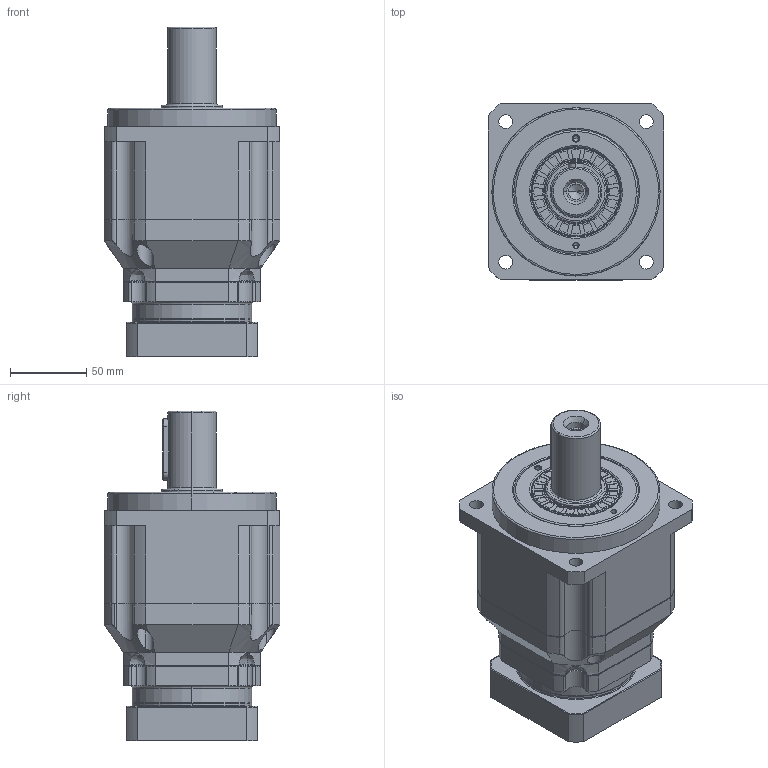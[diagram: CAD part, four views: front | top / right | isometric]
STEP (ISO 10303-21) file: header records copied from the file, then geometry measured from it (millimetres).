
FILE_DESCRIPTION (( 'STEP AP203' ), '1' );
FILE_NAME ('FAB-115D-L2-16-80-100-M8-42.STEP', '2021-05-25T08:06:04', ( 'user' ), ( '' ), 'SwSTEP 2.0', 'SolidWorks 2016', '' );
FILE_SCHEMA (( 'CONFIG_CONTROL_DESIGN' ));
Length unit declared in the file: millimetre
Products named in the file (15): FAB-115D-L2-16-80-100-M8-42; M6-14; 输入端壳体FAB090D; 输入轴FAB090D-19; 输出内齿圈壳体FAB115D; 输入轴锁紧环 23-52-14-加螺栓; 怀堤俴陎殤FAB115D; 楊擘耜謂蹟佪M12; 隅弇覃淕杶FAB115D; M5-12樓粟菜; す瑩10X40; 输入法兰FAB090D-80x24.5xM6; 蚐猾40x58X5; 输入调整套19-16; 一级内齿圈壳体FAB090D
Assembly tree (26 placements, depth 2):
  FAB-115D-L2-16-80-100-M8-42
    输出内齿圈壳体FAB115D
    怀堤俴陎殤FAB115D
    隅弇覃淕杶FAB115D
    す瑩10X40
    蚐猾40x58X5
    一级内齿圈壳体FAB090D
    M6-14  x4
    输入端壳体FAB090D
    输入轴FAB090D-19
    输入轴锁紧环 23-52-14-加螺栓
    楊擘耜謂蹟佪M12
    M5-12樓粟菜  x10
    输入法兰FAB090D-80x24.5xM6
    输入调整套19-16
Bounding box: 115 x 115 x 215.5 mm (x, y, z)
Volume: 1528299 mm3; surface area: 210230.5 mm2
Topology: 17 solids, 38 shells, 1166 faces, 2860 edges, 1796 vertices
Faces by surface type: cylinder 481, plane 388, cone 200, torus 52, bspline 45
Entity records: 30890 total; most frequent: CARTESIAN_POINT 9000, DIRECTION 4346, ORIENTED_EDGE 4074, EDGE_CURVE 2041, AXIS2_PLACEMENT_3D 1736, VERTEX_POINT 1298, EDGE_LOOP 956, CIRCLE 900
